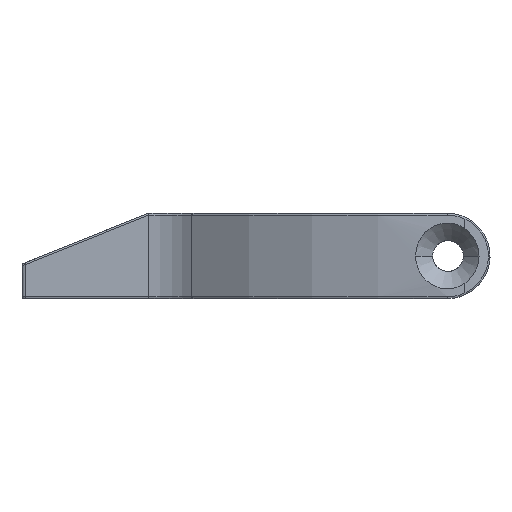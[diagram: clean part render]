
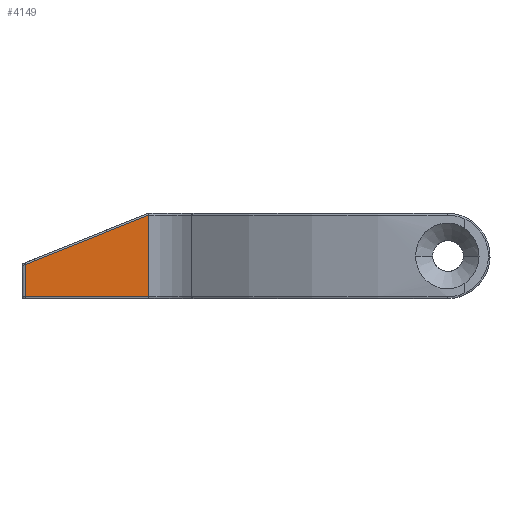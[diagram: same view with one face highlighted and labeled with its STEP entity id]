
A CAD part, left-side view. The second image highlights one B-rep face of the part: STEP entity #4149.
In plain terms, the highlighted planar face has unit normal (-1, 0, 0).
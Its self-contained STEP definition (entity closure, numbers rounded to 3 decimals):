
#79 = VECTOR ( 'NONE', #2523, 1000. ) ;
#139 = LINE ( 'NONE', #3838, #79 ) ;
#171 = AXIS2_PLACEMENT_3D ( 'NONE', #2969, #887, #1925 ) ;
#240 = ORIENTED_EDGE ( 'NONE', *, *, #1975, .F. ) ;
#292 = DIRECTION ( 'NONE',  ( 0., -0.928, 0.373 ) ) ;
#602 = ORIENTED_EDGE ( 'NONE', *, *, #2379, .F. ) ;
#649 = EDGE_LOOP ( 'NONE', ( #240, #2151, #1025, #602 ) ) ;
#735 = CARTESIAN_POINT ( 'NONE',  ( -106., 9.01, -25. ) ) ;
#814 = EDGE_CURVE ( 'NONE', #2171, #1927, #3369, .T. ) ;
#887 = DIRECTION ( 'NONE',  ( 1., 0., 0. ) ) ;
#1025 = ORIENTED_EDGE ( 'NONE', *, *, #814, .T. ) ;
#1079 = DIRECTION ( 'NONE',  ( 0., 0., 1. ) ) ;
#1089 = LINE ( 'NONE', #735, #3802 ) ;
#1273 = CARTESIAN_POINT ( 'NONE',  ( -106., 9.01, -15.023 ) ) ;
#1426 = VECTOR ( 'NONE', #1079, 1000. ) ;
#1662 = CARTESIAN_POINT ( 'NONE',  ( -106., -27.04, -0.518 ) ) ;
#1687 = VECTOR ( 'NONE', #292, 1000. ) ;
#1925 = DIRECTION ( 'NONE',  ( 0., -1., 0. ) ) ;
#1927 = VERTEX_POINT ( 'NONE', #1662 ) ;
#1975 = EDGE_CURVE ( 'NONE', #3400, #4150, #1089, .T. ) ;
#2094 = CARTESIAN_POINT ( 'NONE',  ( -106., 9.01, -24.5 ) ) ;
#2151 = ORIENTED_EDGE ( 'NONE', *, *, #2468, .F. ) ;
#2171 = VERTEX_POINT ( 'NONE', #3001 ) ;
#2349 = CARTESIAN_POINT ( 'NONE',  ( -106., -25.932, -0.964 ) ) ;
#2379 = EDGE_CURVE ( 'NONE', #4150, #1927, #2503, .T. ) ;
#2468 = EDGE_CURVE ( 'NONE', #2171, #3400, #139, .T. ) ;
#2503 = LINE ( 'NONE', #2349, #1687 ) ;
#2523 = DIRECTION ( 'NONE',  ( 0., 1., 0. ) ) ;
#2689 = PLANE ( 'NONE',  #171 ) ;
#2969 = CARTESIAN_POINT ( 'NONE',  ( -106., 9.01, -25. ) ) ;
#3001 = CARTESIAN_POINT ( 'NONE',  ( -106., -27.04, -24.5 ) ) ;
#3073 = FACE_OUTER_BOUND ( 'NONE', #649, .T. ) ;
#3369 = LINE ( 'NONE', #4159, #1426 ) ;
#3400 = VERTEX_POINT ( 'NONE', #2094 ) ;
#3802 = VECTOR ( 'NONE', #3810, 1000. ) ;
#3810 = DIRECTION ( 'NONE',  ( 0., 0., 1. ) ) ;
#3838 = CARTESIAN_POINT ( 'NONE',  ( -106., 9.01, -24.5 ) ) ;
#4149 = ADVANCED_FACE ( 'NONE', ( #3073 ), #2689, .F. ) ;
#4150 = VERTEX_POINT ( 'NONE', #1273 ) ;
#4159 = CARTESIAN_POINT ( 'NONE',  ( -106., -27.04, -25. ) ) ;
